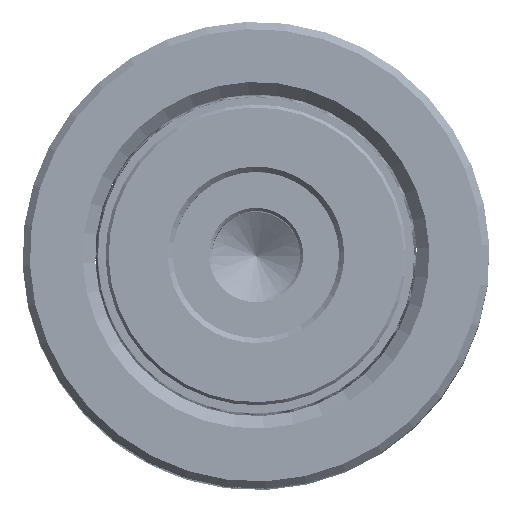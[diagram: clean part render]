
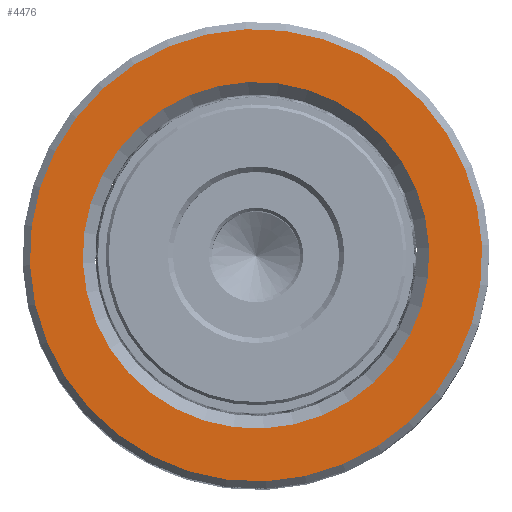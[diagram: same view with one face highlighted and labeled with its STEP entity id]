
A CAD part, top view. The second image highlights one B-rep face of the part: STEP entity #4476.
In plain terms, the highlighted planar face has unit normal (0, 0, 1).
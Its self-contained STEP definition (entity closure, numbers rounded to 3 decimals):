
#1163 = CARTESIAN_POINT ( 'NONE',  ( 0., 0., 80. ) ) ;
#1363 = CARTESIAN_POINT ( 'NONE',  ( -21.8, 0., 80. ) ) ;
#1806 = DIRECTION ( 'NONE',  ( 1., 0., 0. ) ) ;
#4476 = ADVANCED_FACE ( 'NONE', ( #29566, #5179 ), #30931, .T. ) ;
#5001 = CARTESIAN_POINT ( 'NONE',  ( 0., 0., 80. ) ) ;
#5179 = FACE_BOUND ( 'NONE', #30570, .T. ) ;
#6470 = DIRECTION ( 'NONE',  ( 1., 0., 0. ) ) ;
#10469 = DIRECTION ( 'NONE',  ( 0., 0., 1. ) ) ;
#10822 = DIRECTION ( 'NONE',  ( 0., 0., 1. ) ) ;
#11750 = VERTEX_POINT ( 'NONE', #61808 ) ;
#11845 = VERTEX_POINT ( 'NONE', #39503 ) ;
#16687 = CIRCLE ( 'NONE', #30665, 21.8 ) ;
#20766 = CARTESIAN_POINT ( 'NONE',  ( 0., 0., 80. ) ) ;
#21383 = DIRECTION ( 'NONE',  ( 1., 0., 0. ) ) ;
#23752 = ORIENTED_EDGE ( 'NONE', *, *, #28870, .T. ) ;
#24050 = VERTEX_POINT ( 'NONE', #45965 ) ;
#26452 = DIRECTION ( 'NONE',  ( 1., 0., 0. ) ) ;
#27758 = CARTESIAN_POINT ( 'NONE',  ( 0., 0., 80. ) ) ;
#28870 = EDGE_CURVE ( 'NONE', #24050, #51881, #34017, .T. ) ;
#29566 = FACE_OUTER_BOUND ( 'NONE', #29908, .T. ) ;
#29908 = EDGE_LOOP ( 'NONE', ( #30333, #23752 ) ) ;
#30333 = ORIENTED_EDGE ( 'NONE', *, *, #51121, .T. ) ;
#30570 = EDGE_LOOP ( 'NONE', ( #47409, #39249 ) ) ;
#30665 = AXIS2_PLACEMENT_3D ( 'NONE', #1163, #10822, #26452 ) ;
#30829 = CIRCLE ( 'NONE', #36389, 16.7 ) ;
#30848 = AXIS2_PLACEMENT_3D ( 'NONE', #35924, #56449, #21383 ) ;
#30931 = PLANE ( 'NONE',  #34516 ) ;
#34017 = CIRCLE ( 'NONE', #52733, 21.8 ) ;
#34516 = AXIS2_PLACEMENT_3D ( 'NONE', #5001, #10469, #45333 ) ;
#35924 = CARTESIAN_POINT ( 'NONE',  ( 0., 0., 80. ) ) ;
#36389 = AXIS2_PLACEMENT_3D ( 'NONE', #27758, #57522, #1806 ) ;
#37678 = EDGE_CURVE ( 'NONE', #11750, #11845, #30829, .T. ) ;
#39249 = ORIENTED_EDGE ( 'NONE', *, *, #37678, .T. ) ;
#39503 = CARTESIAN_POINT ( 'NONE',  ( 16.7, 0., 80. ) ) ;
#45333 = DIRECTION ( 'NONE',  ( 1., 0., 0. ) ) ;
#45965 = CARTESIAN_POINT ( 'NONE',  ( 21.8, 0., 80. ) ) ;
#47409 = ORIENTED_EDGE ( 'NONE', *, *, #60522, .T. ) ;
#51121 = EDGE_CURVE ( 'NONE', #51881, #24050, #16687, .T. ) ;
#51818 = CIRCLE ( 'NONE', #30848, 16.7 ) ;
#51881 = VERTEX_POINT ( 'NONE', #1363 ) ;
#52733 = AXIS2_PLACEMENT_3D ( 'NONE', #20766, #56064, #6470 ) ;
#56064 = DIRECTION ( 'NONE',  ( 0., 0., 1. ) ) ;
#56449 = DIRECTION ( 'NONE',  ( 0., 0., -1. ) ) ;
#57522 = DIRECTION ( 'NONE',  ( 0., 0., -1. ) ) ;
#60522 = EDGE_CURVE ( 'NONE', #11845, #11750, #51818, .T. ) ;
#61808 = CARTESIAN_POINT ( 'NONE',  ( -16.7, 0., 80. ) ) ;
